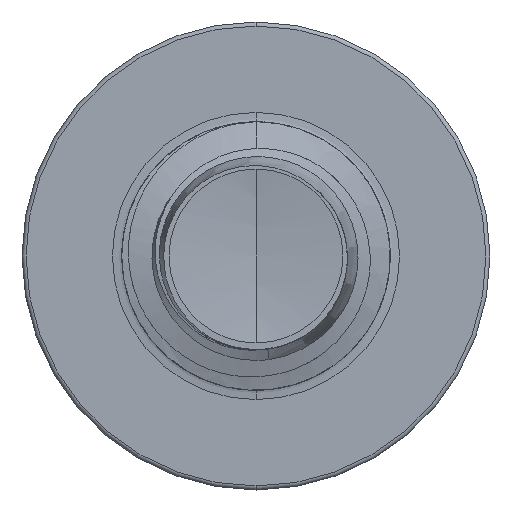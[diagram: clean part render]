
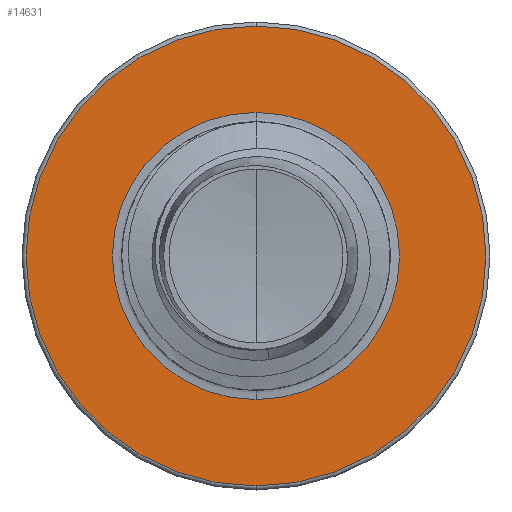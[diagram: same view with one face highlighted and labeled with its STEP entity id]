
A CAD part, front view. The second image highlights one B-rep face of the part: STEP entity #14631.
In plain terms, the highlighted planar face has unit normal (0, -1, 0).
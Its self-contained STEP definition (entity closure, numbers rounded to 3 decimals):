
#397 = CARTESIAN_POINT ( 'NONE',  ( 0., 9., 0. ) ) ;
#926 = CARTESIAN_POINT ( 'NONE',  ( 0., 9., 1.872 ) ) ;
#1326 = DIRECTION ( 'NONE',  ( 0., 0., 1. ) ) ;
#2177 = DIRECTION ( 'NONE',  ( 0., 0., 1. ) ) ;
#2581 = CARTESIAN_POINT ( 'NONE',  ( 0., 9., -1.872 ) ) ;
#3024 = CARTESIAN_POINT ( 'NONE',  ( 0., 9., -1.872 ) ) ;
#3517 = VERTEX_POINT ( 'NONE', #2581 ) ;
#3779 = EDGE_LOOP ( 'NONE', ( #16196, #21862 ) ) ;
#4210 = EDGE_LOOP ( 'NONE', ( #21697, #8727 ) ) ;
#4801 = CARTESIAN_POINT ( 'NONE',  ( 0., 9., 0. ) ) ;
#5366 = VERTEX_POINT ( 'NONE', #926 ) ;
#6174 = VERTEX_POINT ( 'NONE', #13306 ) ;
#6588 = DIRECTION ( 'NONE',  ( 0., 0., 1. ) ) ;
#7085 = AXIS2_PLACEMENT_3D ( 'NONE', #397, #12789, #2177 ) ;
#7391 = EDGE_CURVE ( 'NONE', #7929, #6174, #7989, .T. ) ;
#7472 = DIRECTION ( 'NONE',  ( 0., 1., 0. ) ) ;
#7911 = AXIS2_PLACEMENT_3D ( 'NONE', #20799, #10248, #22575 ) ;
#7929 = VERTEX_POINT ( 'NONE', #13253 ) ;
#7989 = CIRCLE ( 'NONE', #7911, 2.998 ) ;
#8727 = ORIENTED_EDGE ( 'NONE', *, *, #20095, .T. ) ;
#9243 = CIRCLE ( 'NONE', #12377, 1.872 ) ;
#9917 = FACE_BOUND ( 'NONE', #4210, .T. ) ;
#10248 = DIRECTION ( 'NONE',  ( 0., 1., 0. ) ) ;
#11955 = DIRECTION ( 'NONE',  ( 0., 1., 0. ) ) ;
#12377 = AXIS2_PLACEMENT_3D ( 'NONE', #4801, #17192, #6588 ) ;
#12789 = DIRECTION ( 'NONE',  ( 0., 1., 0. ) ) ;
#13132 = AXIS2_PLACEMENT_3D ( 'NONE', #18074, #7472, #19834 ) ;
#13253 = CARTESIAN_POINT ( 'NONE',  ( 0., 9., 2.998 ) ) ;
#13306 = CARTESIAN_POINT ( 'NONE',  ( 0., 9., -2.997 ) ) ;
#14631 = ADVANCED_FACE ( 'NONE', ( #15170, #9917 ), #22409, .F. ) ;
#15170 = FACE_OUTER_BOUND ( 'NONE', #3779, .T. ) ;
#16196 = ORIENTED_EDGE ( 'NONE', *, *, #7391, .F. ) ;
#16988 = CIRCLE ( 'NONE', #7085, 2.998 ) ;
#17106 = AXIS2_PLACEMENT_3D ( 'NONE', #3024, #11955, #1326 ) ;
#17192 = DIRECTION ( 'NONE',  ( 0., 1., 0. ) ) ;
#18074 = CARTESIAN_POINT ( 'NONE',  ( 0., 9., 0. ) ) ;
#19355 = EDGE_CURVE ( 'NONE', #5366, #3517, #9243, .T. ) ;
#19834 = DIRECTION ( 'NONE',  ( 0., 0., 1. ) ) ;
#20003 = CIRCLE ( 'NONE', #13132, 1.872 ) ;
#20095 = EDGE_CURVE ( 'NONE', #3517, #5366, #20003, .T. ) ;
#20799 = CARTESIAN_POINT ( 'NONE',  ( 0., 9., 0. ) ) ;
#21697 = ORIENTED_EDGE ( 'NONE', *, *, #19355, .T. ) ;
#21862 = ORIENTED_EDGE ( 'NONE', *, *, #22472, .F. ) ;
#22409 = PLANE ( 'NONE',  #17106 ) ;
#22472 = EDGE_CURVE ( 'NONE', #6174, #7929, #16988, .T. ) ;
#22575 = DIRECTION ( 'NONE',  ( 0., 0., 1. ) ) ;
